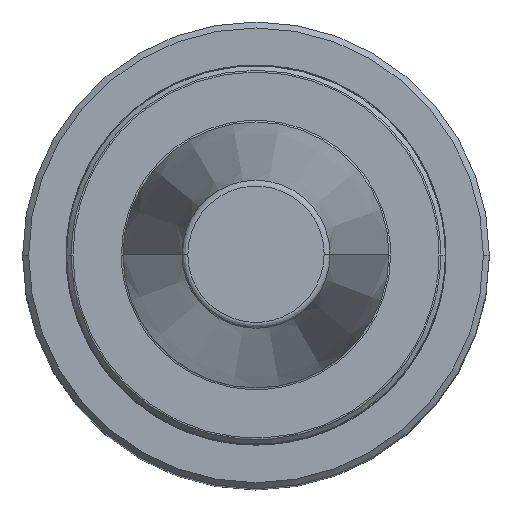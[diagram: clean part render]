
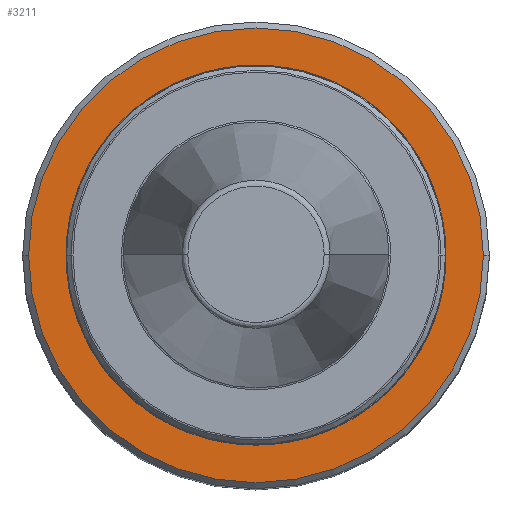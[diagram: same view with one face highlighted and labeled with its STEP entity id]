
A CAD part, top view. The second image highlights one B-rep face of the part: STEP entity #3211.
In plain terms, the highlighted planar face has unit normal (0, 0, 1).
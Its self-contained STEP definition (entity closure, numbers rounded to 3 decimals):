
#7 = DIRECTION ( 'NONE',  ( 0., 0., -1. ) ) ;
#12 = CARTESIAN_POINT ( 'NONE',  ( 0., 0., -36. ) ) ;
#32 = CARTESIAN_POINT ( 'NONE',  ( -24.5, 0., -36. ) ) ;
#58 = FACE_OUTER_BOUND ( 'NONE', #2011, .T. ) ;
#98 = CARTESIAN_POINT ( 'NONE',  ( -38., 0., -36. ) ) ;
#115 = AXIS2_PLACEMENT_3D ( 'NONE', #387, #460, #802 ) ;
#212 = CIRCLE ( 'NONE', #2924, 24.5 ) ;
#387 = CARTESIAN_POINT ( 'NONE',  ( 0., 0., -36. ) ) ;
#460 = DIRECTION ( 'NONE',  ( 0., 0., 1. ) ) ;
#510 = ORIENTED_EDGE ( 'NONE', *, *, #1226, .F. ) ;
#786 = EDGE_LOOP ( 'NONE', ( #3629, #4125 ) ) ;
#802 = DIRECTION ( 'NONE',  ( 1., 0., 0. ) ) ;
#1097 = EDGE_CURVE ( 'NONE', #3871, #1206, #212, .T. ) ;
#1206 = VERTEX_POINT ( 'NONE', #1757 ) ;
#1226 = EDGE_CURVE ( 'NONE', #2603, #2842, #3336, .T. ) ;
#1536 = CIRCLE ( 'NONE', #115, 24.5 ) ;
#1594 = AXIS2_PLACEMENT_3D ( 'NONE', #1743, #1739, #1738 ) ;
#1709 = CARTESIAN_POINT ( 'NONE',  ( 38., 0., -36. ) ) ;
#1738 = DIRECTION ( 'NONE',  ( -1., 0., 0. ) ) ;
#1739 = DIRECTION ( 'NONE',  ( 0., 0., -1. ) ) ;
#1743 = CARTESIAN_POINT ( 'NONE',  ( 0., 0., -36. ) ) ;
#1757 = CARTESIAN_POINT ( 'NONE',  ( 24.5, 0., -36. ) ) ;
#1856 = EDGE_CURVE ( 'NONE', #2842, #2603, #3737, .T. ) ;
#1858 = AXIS2_PLACEMENT_3D ( 'NONE', #4003, #3985, #3967 ) ;
#2011 = EDGE_LOOP ( 'NONE', ( #3616, #510 ) ) ;
#2186 = DIRECTION ( 'NONE',  ( 0., 0., 1. ) ) ;
#2187 = CARTESIAN_POINT ( 'NONE',  ( 0., 0., -36. ) ) ;
#2208 = DIRECTION ( 'NONE',  ( 1., 0., 0. ) ) ;
#2245 = EDGE_CURVE ( 'NONE', #1206, #3871, #1536, .T. ) ;
#2603 = VERTEX_POINT ( 'NONE', #1709 ) ;
#2701 = FACE_BOUND ( 'NONE', #786, .T. ) ;
#2842 = VERTEX_POINT ( 'NONE', #98 ) ;
#2924 = AXIS2_PLACEMENT_3D ( 'NONE', #2187, #2186, #2208 ) ;
#2961 = AXIS2_PLACEMENT_3D ( 'NONE', #12, #7, #4121 ) ;
#3211 = ADVANCED_FACE ( 'NONE', ( #58, #2701 ), #4025, .F. ) ;
#3336 = CIRCLE ( 'NONE', #1594, 38. ) ;
#3616 = ORIENTED_EDGE ( 'NONE', *, *, #1856, .F. ) ;
#3629 = ORIENTED_EDGE ( 'NONE', *, *, #2245, .F. ) ;
#3737 = CIRCLE ( 'NONE', #2961, 38. ) ;
#3871 = VERTEX_POINT ( 'NONE', #32 ) ;
#3967 = DIRECTION ( 'NONE',  ( -1., 0., 0. ) ) ;
#3985 = DIRECTION ( 'NONE',  ( 0., 0., -1. ) ) ;
#4003 = CARTESIAN_POINT ( 'NONE',  ( 0., 24.5, -36. ) ) ;
#4025 = PLANE ( 'NONE',  #1858 ) ;
#4121 = DIRECTION ( 'NONE',  ( -1., 0., 0. ) ) ;
#4125 = ORIENTED_EDGE ( 'NONE', *, *, #1097, .F. ) ;
